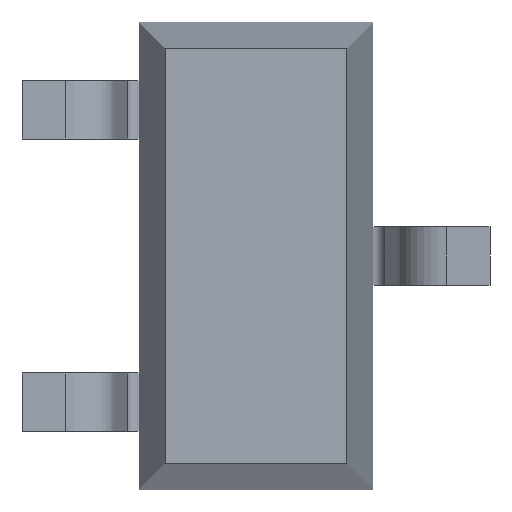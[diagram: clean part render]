
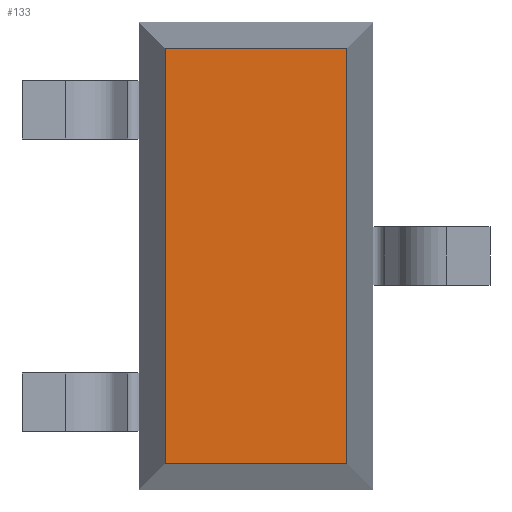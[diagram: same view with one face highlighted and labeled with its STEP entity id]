
A CAD part, front view. The second image highlights one B-rep face of the part: STEP entity #133.
In plain terms, the highlighted planar face has unit normal (0, -1, 0).
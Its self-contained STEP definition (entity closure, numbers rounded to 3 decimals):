
#93 = LINE ( 'NONE', #1046, #471 ) ;
#133 = ADVANCED_FACE ( 'NONE', ( #843 ), #909, .F. ) ;
#137 = AXIS2_PLACEMENT_3D ( 'NONE', #672, #916, #340 ) ;
#146 = VERTEX_POINT ( 'NONE', #573 ) ;
#168 = LINE ( 'NONE', #1348, #1389 ) ;
#222 = ORIENTED_EDGE ( 'NONE', *, *, #1132, .F. ) ;
#223 = CARTESIAN_POINT ( 'NONE',  ( 0.31, 0.1, -0.71 ) ) ;
#340 = DIRECTION ( 'NONE',  ( 0., 0., 1. ) ) ;
#343 = ORIENTED_EDGE ( 'NONE', *, *, #620, .F. ) ;
#471 = VECTOR ( 'NONE', #913, 1000. ) ;
#494 = EDGE_CURVE ( 'NONE', #829, #146, #1333, .T. ) ;
#573 = CARTESIAN_POINT ( 'NONE',  ( 0.31, 0.1, 0.71 ) ) ;
#596 = CARTESIAN_POINT ( 'NONE',  ( -0.31, 0.1, -0.8 ) ) ;
#620 = EDGE_CURVE ( 'NONE', #624, #961, #93, .T. ) ;
#624 = VERTEX_POINT ( 'NONE', #223 ) ;
#672 = CARTESIAN_POINT ( 'NONE',  ( 0., 0.1, 0. ) ) ;
#708 = CARTESIAN_POINT ( 'NONE',  ( -0.4, 0.1, 0.71 ) ) ;
#829 = VERTEX_POINT ( 'NONE', #980 ) ;
#843 = FACE_OUTER_BOUND ( 'NONE', #877, .T. ) ;
#873 = DIRECTION ( 'NONE',  ( 0., 0., -1. ) ) ;
#877 = EDGE_LOOP ( 'NONE', ( #1464, #1232, #343, #222 ) ) ;
#909 = PLANE ( 'NONE',  #137 ) ;
#913 = DIRECTION ( 'NONE',  ( -1., 0., 0. ) ) ;
#916 = DIRECTION ( 'NONE',  ( 0., 1., 0. ) ) ;
#961 = VERTEX_POINT ( 'NONE', #1285 ) ;
#980 = CARTESIAN_POINT ( 'NONE',  ( -0.31, 0.1, 0.71 ) ) ;
#984 = LINE ( 'NONE', #596, #1097 ) ;
#1046 = CARTESIAN_POINT ( 'NONE',  ( -0.4, 0.1, -0.71 ) ) ;
#1072 = EDGE_CURVE ( 'NONE', #961, #829, #984, .T. ) ;
#1097 = VECTOR ( 'NONE', #1413, 1000. ) ;
#1113 = VECTOR ( 'NONE', #1314, 1000. ) ;
#1132 = EDGE_CURVE ( 'NONE', #146, #624, #168, .T. ) ;
#1232 = ORIENTED_EDGE ( 'NONE', *, *, #1072, .F. ) ;
#1285 = CARTESIAN_POINT ( 'NONE',  ( -0.31, 0.1, -0.71 ) ) ;
#1314 = DIRECTION ( 'NONE',  ( 1., 0., 0. ) ) ;
#1333 = LINE ( 'NONE', #708, #1113 ) ;
#1348 = CARTESIAN_POINT ( 'NONE',  ( 0.31, 0.1, -0.8 ) ) ;
#1389 = VECTOR ( 'NONE', #873, 1000. ) ;
#1413 = DIRECTION ( 'NONE',  ( 0., 0., 1. ) ) ;
#1464 = ORIENTED_EDGE ( 'NONE', *, *, #494, .F. ) ;
